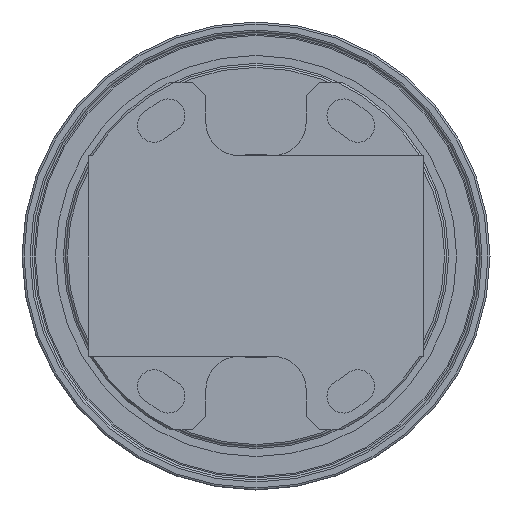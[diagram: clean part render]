
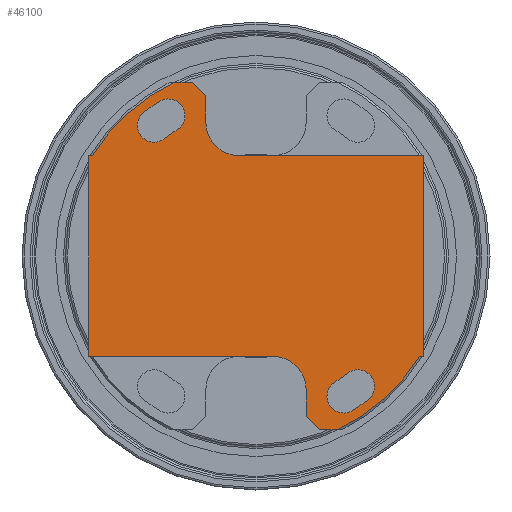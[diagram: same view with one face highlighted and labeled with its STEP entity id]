
A CAD part, front view. The second image highlights one B-rep face of the part: STEP entity #46100.
In plain terms, the highlighted planar face has unit normal (0, -1, 0).
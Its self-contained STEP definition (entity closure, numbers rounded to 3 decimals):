
#2924=LINE('',#80452,#4072);
#2925=LINE('',#80455,#4073);
#2926=LINE('',#80457,#4074);
#2927=LINE('',#80461,#4075);
#2928=LINE('',#80463,#4076);
#2929=LINE('',#80465,#4077);
#2930=LINE('',#80469,#4078);
#2931=LINE('',#80471,#4079);
#2932=LINE('',#80473,#4080);
#2933=LINE('',#80477,#4081);
#2934=LINE('',#80479,#4082);
#2935=LINE('',#80481,#4083);
#4072=VECTOR('',#56953,1000.);
#4073=VECTOR('',#56954,1000.);
#4074=VECTOR('',#56955,1000.);
#4075=VECTOR('',#56958,1000.);
#4076=VECTOR('',#56959,1000.);
#4077=VECTOR('',#56960,1000.);
#4078=VECTOR('',#56963,1000.);
#4079=VECTOR('',#56964,1000.);
#4080=VECTOR('',#56965,1000.);
#4081=VECTOR('',#56968,1000.);
#4082=VECTOR('',#56969,1000.);
#4083=VECTOR('',#56970,1000.);
#4443=PLANE('',#49392);
#15482=ORIENTED_EDGE('',*,*,#20601,.T.);
#15483=ORIENTED_EDGE('',*,*,#20602,.T.);
#15484=ORIENTED_EDGE('',*,*,#20603,.T.);
#15485=ORIENTED_EDGE('',*,*,#20604,.T.);
#15486=ORIENTED_EDGE('',*,*,#20605,.T.);
#15487=ORIENTED_EDGE('',*,*,#20606,.T.);
#15488=ORIENTED_EDGE('',*,*,#20607,.T.);
#15489=ORIENTED_EDGE('',*,*,#20608,.T.);
#15490=ORIENTED_EDGE('',*,*,#20609,.F.);
#15491=ORIENTED_EDGE('',*,*,#20610,.T.);
#15492=ORIENTED_EDGE('',*,*,#20611,.T.);
#15493=ORIENTED_EDGE('',*,*,#20612,.T.);
#15494=ORIENTED_EDGE('',*,*,#20613,.F.);
#15495=ORIENTED_EDGE('',*,*,#20614,.F.);
#15496=ORIENTED_EDGE('',*,*,#20615,.F.);
#15497=ORIENTED_EDGE('',*,*,#20616,.T.);
#15498=ORIENTED_EDGE('',*,*,#20617,.T.);
#15499=ORIENTED_EDGE('',*,*,#20618,.T.);
#15500=ORIENTED_EDGE('',*,*,#20619,.F.);
#15501=ORIENTED_EDGE('',*,*,#20620,.T.);
#15502=ORIENTED_EDGE('',*,*,#20621,.F.);
#15503=ORIENTED_EDGE('',*,*,#20622,.F.);
#15504=ORIENTED_EDGE('',*,*,#20623,.F.);
#15505=ORIENTED_EDGE('',*,*,#20624,.T.);
#20601=EDGE_CURVE('',#23625,#23626,#25682,.T.);
#20602=EDGE_CURVE('',#23626,#23627,#25683,.T.);
#20603=EDGE_CURVE('',#23627,#23628,#25684,.T.);
#20604=EDGE_CURVE('',#23628,#23625,#25685,.T.);
#20605=EDGE_CURVE('',#23629,#23630,#25686,.T.);
#20606=EDGE_CURVE('',#23630,#23631,#25687,.T.);
#20607=EDGE_CURVE('',#23631,#23632,#25688,.T.);
#20608=EDGE_CURVE('',#23632,#23629,#25689,.T.);
#20609=EDGE_CURVE('',#23633,#23634,#2924,.T.);
#20610=EDGE_CURVE('',#23633,#23635,#2925,.T.);
#20611=EDGE_CURVE('',#23635,#23636,#2926,.T.);
#20612=EDGE_CURVE('',#23636,#23637,#25690,.F.);
#20613=EDGE_CURVE('',#23638,#23637,#2927,.T.);
#20614=EDGE_CURVE('',#23639,#23638,#2928,.T.);
#20615=EDGE_CURVE('',#23640,#23639,#2929,.T.);
#20616=EDGE_CURVE('',#23640,#23641,#25691,.T.);
#20617=EDGE_CURVE('',#23641,#23642,#2930,.T.);
#20618=EDGE_CURVE('',#23642,#23643,#2931,.T.);
#20619=EDGE_CURVE('',#23644,#23643,#2932,.T.);
#20620=EDGE_CURVE('',#23644,#23645,#25692,.F.);
#20621=EDGE_CURVE('',#23646,#23645,#2933,.T.);
#20622=EDGE_CURVE('',#23647,#23646,#2934,.T.);
#20623=EDGE_CURVE('',#23648,#23647,#2935,.T.);
#20624=EDGE_CURVE('',#23648,#23634,#25693,.T.);
#23625=VERTEX_POINT('',#80437);
#23626=VERTEX_POINT('',#80438);
#23627=VERTEX_POINT('',#80440);
#23628=VERTEX_POINT('',#80442);
#23629=VERTEX_POINT('',#80445);
#23630=VERTEX_POINT('',#80446);
#23631=VERTEX_POINT('',#80448);
#23632=VERTEX_POINT('',#80450);
#23633=VERTEX_POINT('',#80453);
#23634=VERTEX_POINT('',#80454);
#23635=VERTEX_POINT('',#80456);
#23636=VERTEX_POINT('',#80458);
#23637=VERTEX_POINT('',#80460);
#23638=VERTEX_POINT('',#80462);
#23639=VERTEX_POINT('',#80464);
#23640=VERTEX_POINT('',#80466);
#23641=VERTEX_POINT('',#80468);
#23642=VERTEX_POINT('',#80470);
#23643=VERTEX_POINT('',#80472);
#23644=VERTEX_POINT('',#80474);
#23645=VERTEX_POINT('',#80476);
#23646=VERTEX_POINT('',#80478);
#23647=VERTEX_POINT('',#80480);
#23648=VERTEX_POINT('',#80482);
#25682=CIRCLE('',#49393,27.25);
#25683=CIRCLE('',#49394,2.5);
#25684=CIRCLE('',#49395,22.25);
#25685=CIRCLE('',#49396,2.5);
#25686=CIRCLE('',#49397,22.25);
#25687=CIRCLE('',#49398,2.5);
#25688=CIRCLE('',#49399,27.25);
#25689=CIRCLE('',#49400,2.5);
#25690=CIRCLE('',#49401,28.7);
#25691=CIRCLE('',#49402,5.);
#25692=CIRCLE('',#49403,28.7);
#25693=CIRCLE('',#49404,5.);
#27920=EDGE_LOOP('',(#15482,#15483,#15484,#15485));
#27921=EDGE_LOOP('',(#15486,#15487,#15488,#15489));
#27922=EDGE_LOOP('',(#15490,#15491,#15492,#15493,#15494,#15495,#15496,#15497,
#15498,#15499,#15500,#15501,#15502,#15503,#15504,#15505));
#30249=FACE_BOUND('',#27920,.T.);
#30250=FACE_BOUND('',#27921,.T.);
#30251=FACE_BOUND('',#27922,.T.);
#46100=ADVANCED_FACE('',(#30249,#30250,#30251),#4443,.F.);
#49392=AXIS2_PLACEMENT_3D('',#80435,#56935,#56936);
#49393=AXIS2_PLACEMENT_3D('',#80436,#56937,#56938);
#49394=AXIS2_PLACEMENT_3D('',#80439,#56939,#56940);
#49395=AXIS2_PLACEMENT_3D('',#80441,#56941,#56942);
#49396=AXIS2_PLACEMENT_3D('',#80443,#56943,#56944);
#49397=AXIS2_PLACEMENT_3D('',#80444,#56945,#56946);
#49398=AXIS2_PLACEMENT_3D('',#80447,#56947,#56948);
#49399=AXIS2_PLACEMENT_3D('',#80449,#56949,#56950);
#49400=AXIS2_PLACEMENT_3D('',#80451,#56951,#56952);
#49401=AXIS2_PLACEMENT_3D('',#80459,#56956,#56957);
#49402=AXIS2_PLACEMENT_3D('',#80467,#56961,#56962);
#49403=AXIS2_PLACEMENT_3D('',#80475,#56966,#56967);
#49404=AXIS2_PLACEMENT_3D('',#80483,#56971,#56972);
#56935=DIRECTION('',(0.,1.,0.));
#56936=DIRECTION('',(0.,0.,1.));
#56937=DIRECTION('',(0.,1.,0.));
#56938=DIRECTION('',(0.,0.,1.));
#56939=DIRECTION('',(0.,1.,0.));
#56940=DIRECTION('',(0.,0.,1.));
#56941=DIRECTION('',(0.,-1.,0.));
#56942=DIRECTION('',(0.,0.,1.));
#56943=DIRECTION('',(0.,1.,0.));
#56944=DIRECTION('',(0.,0.,-1.));
#56945=DIRECTION('',(0.,-1.,0.));
#56946=DIRECTION('',(0.,0.,1.));
#56947=DIRECTION('',(0.,1.,0.));
#56948=DIRECTION('',(0.,0.,1.));
#56949=DIRECTION('',(0.,1.,0.));
#56950=DIRECTION('',(0.,0.,1.));
#56951=DIRECTION('',(0.,1.,0.));
#56952=DIRECTION('',(0.,0.,-1.));
#56953=DIRECTION('',(0.,0.,-1.));
#56954=DIRECTION('',(-0.707,0.,0.707));
#56955=DIRECTION('',(-1.,0.,0.));
#56956=DIRECTION('',(0.,1.,0.));
#56957=DIRECTION('',(0.,0.,1.));
#56958=DIRECTION('',(1.,0.,0.));
#56959=DIRECTION('',(0.,0.,1.));
#56960=DIRECTION('',(-1.,0.,0.));
#56961=DIRECTION('',(0.,1.,0.));
#56962=DIRECTION('',(0.,0.,1.));
#56963=DIRECTION('',(0.,0.,-1.));
#56964=DIRECTION('',(0.707,0.,-0.707));
#56965=DIRECTION('',(-1.,0.,0.));
#56966=DIRECTION('',(0.,1.,0.));
#56967=DIRECTION('',(0.,0.,1.));
#56968=DIRECTION('',(-1.,0.,0.));
#56969=DIRECTION('',(0.,0.,-1.));
#56970=DIRECTION('',(1.,0.,0.));
#56971=DIRECTION('',(0.,1.,0.));
#56972=DIRECTION('',(0.,0.,1.));
#80435=CARTESIAN_POINT('',(0.,0.,0.));
#80436=CARTESIAN_POINT('',(0.,0.,0.));
#80437=CARTESIAN_POINT('',(16.777,0.,-21.473));
#80438=CARTESIAN_POINT('',(14.44,0.,-23.109));
#80439=CARTESIAN_POINT('',(13.116,0.,-20.989));
#80440=CARTESIAN_POINT('',(11.791,0.,-18.869));
#80441=CARTESIAN_POINT('',(0.,0.,0.));
#80442=CARTESIAN_POINT('',(13.698,0.,-17.533));
#80443=CARTESIAN_POINT('',(15.238,0.,-19.503));
#80444=CARTESIAN_POINT('',(0.,0.,0.));
#80445=CARTESIAN_POINT('',(-11.791,0.,18.869));
#80446=CARTESIAN_POINT('',(-13.698,0.,17.533));
#80447=CARTESIAN_POINT('',(-15.238,0.,19.503));
#80448=CARTESIAN_POINT('',(-16.777,0.,21.473));
#80449=CARTESIAN_POINT('',(0.,0.,0.));
#80450=CARTESIAN_POINT('',(-14.44,0.,23.109));
#80451=CARTESIAN_POINT('',(-13.116,0.,20.989));
#80452=CARTESIAN_POINT('',(-7.5,0.,15.));
#80453=CARTESIAN_POINT('',(-7.5,0.,24.));
#80454=CARTESIAN_POINT('',(-7.5,0.,20.));
#80455=CARTESIAN_POINT('',(-9.5,0.,26.));
#80456=CARTESIAN_POINT('',(-9.5,0.,26.));
#80457=CARTESIAN_POINT('',(19.971,0.,26.));
#80458=CARTESIAN_POINT('',(-12.153,0.,26.));
#80459=CARTESIAN_POINT('',(0.,0.,0.));
#80460=CARTESIAN_POINT('',(-24.468,0.,15.));
#80461=CARTESIAN_POINT('',(-25.,0.,15.));
#80462=CARTESIAN_POINT('',(-25.,0.,15.));
#80463=CARTESIAN_POINT('',(-25.,0.,-15.));
#80464=CARTESIAN_POINT('',(-25.,0.,-15.));
#80465=CARTESIAN_POINT('',(25.,0.,-15.));
#80466=CARTESIAN_POINT('',(2.5,0.,-15.));
#80467=CARTESIAN_POINT('',(2.5,0.,-20.));
#80468=CARTESIAN_POINT('',(7.5,0.,-20.));
#80469=CARTESIAN_POINT('',(7.5,0.,-15.));
#80470=CARTESIAN_POINT('',(7.5,0.,-24.));
#80471=CARTESIAN_POINT('',(9.5,0.,-26.));
#80472=CARTESIAN_POINT('',(9.5,0.,-26.));
#80473=CARTESIAN_POINT('',(19.971,0.,-26.));
#80474=CARTESIAN_POINT('',(12.153,0.,-26.));
#80475=CARTESIAN_POINT('',(0.,0.,0.));
#80476=CARTESIAN_POINT('',(24.468,0.,-15.));
#80477=CARTESIAN_POINT('',(25.,0.,-15.));
#80478=CARTESIAN_POINT('',(25.,0.,-15.));
#80479=CARTESIAN_POINT('',(25.,0.,15.));
#80480=CARTESIAN_POINT('',(25.,0.,15.));
#80481=CARTESIAN_POINT('',(-25.,0.,15.));
#80482=CARTESIAN_POINT('',(-2.5,0.,15.));
#80483=CARTESIAN_POINT('',(-2.5,0.,20.));
